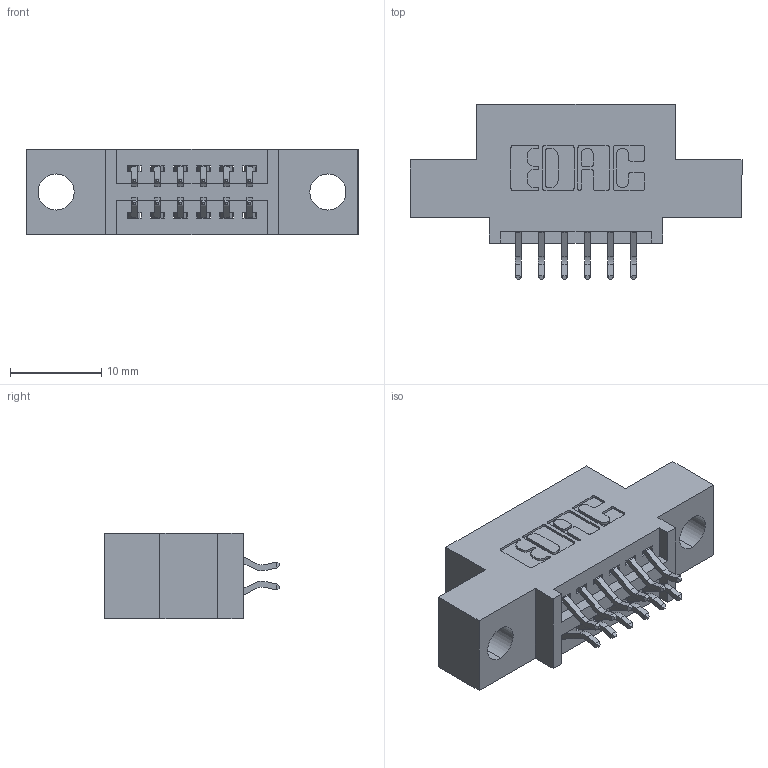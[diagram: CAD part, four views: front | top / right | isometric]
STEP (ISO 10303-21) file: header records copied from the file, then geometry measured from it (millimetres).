
FILE_DESCRIPTION (( 'STEP AP203' ), '1' );
FILE_NAME ('395-012-556-504.STEP', '2021-06-14T17:45:56', ( '' ), ( '' ), 'SwSTEP 2.0', 'SolidWorks 2020', '' );
FILE_SCHEMA (( 'CONFIG_CONTROL_DESIGN' ));
Length unit declared in the file: inch
Products named in the file (3): 395-012-556-504; 345 Part_0.110 Offset - 0.156 Dia-TI; 345-292-001_556 Tail
Assembly tree (13 placements, depth 2):
  395-012-556-504
    345 Part_0.110 Offset - 0.156 Dia-TI
    345-292-001_556 Tail  x12
Bounding box: 36.45 x 19.24 x 9.4 mm (x, y, z)
Volume: 3026.7 mm3; surface area: 3710.7 mm2
Topology: 13 solids, 13 shells, 816 faces, 2393 edges, 1578 vertices
Faces by surface type: plane 542, cylinder 274
Entity records: 10325 total; most frequent: CARTESIAN_POINT 1786, ORIENTED_EDGE 1706, DIRECTION 1605, EDGE_CURVE 853, LINE 689, VECTOR 689, VERTEX_POINT 566, AXIS2_PLACEMENT_3D 458
